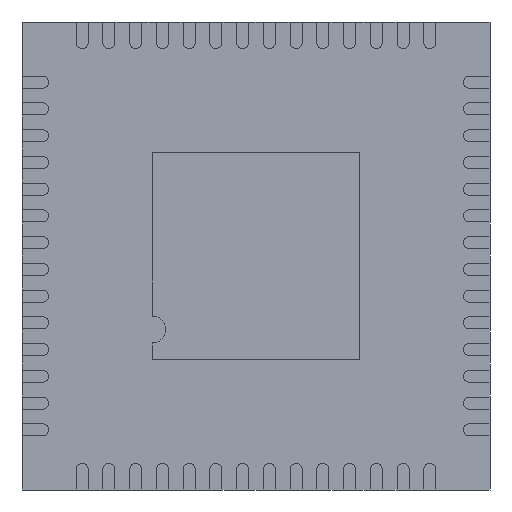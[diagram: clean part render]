
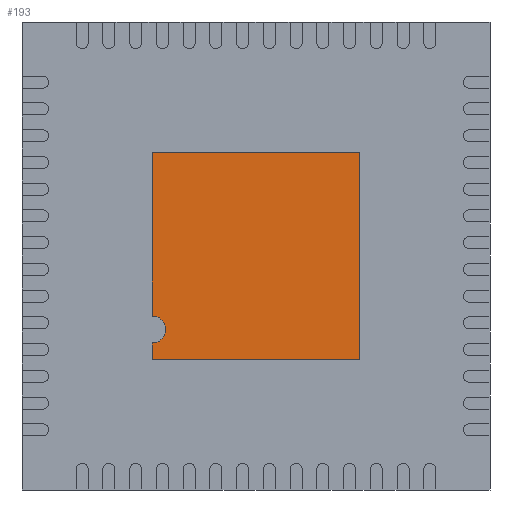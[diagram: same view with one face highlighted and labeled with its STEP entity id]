
A CAD part, front view. The second image highlights one B-rep face of the part: STEP entity #193.
In plain terms, the highlighted planar face has unit normal (0, -1, 0).
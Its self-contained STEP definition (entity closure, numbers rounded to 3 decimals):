
#193 = ADVANCED_FACE ( 'NONE', ( #23425 ), #23891, .T. ) ;
#1098 = VECTOR ( 'NONE', #23577, 1000. ) ;
#1284 = DIRECTION ( 'NONE',  ( 0., 1., 0. ) ) ;
#1821 = DIRECTION ( 'NONE',  ( 0., -1., 0. ) ) ;
#3294 = CARTESIAN_POINT ( 'NONE',  ( 1.55, 0., -1.55 ) ) ;
#3457 = VECTOR ( 'NONE', #10821, 1000. ) ;
#3523 = DIRECTION ( 'NONE',  ( 0., 0., -1. ) ) ;
#3579 = CARTESIAN_POINT ( 'NONE',  ( 1.55, 0., -1.55 ) ) ;
#3817 = ORIENTED_EDGE ( 'NONE', *, *, #11587, .T. ) ;
#4915 = CARTESIAN_POINT ( 'NONE',  ( 1.55, 0., 1.55 ) ) ;
#4985 = EDGE_LOOP ( 'NONE', ( #3817, #27328, #24069, #19998, #29374, #5297 ) ) ;
#5297 = ORIENTED_EDGE ( 'NONE', *, *, #18545, .T. ) ;
#5852 = VECTOR ( 'NONE', #8398, 1000. ) ;
#6116 = CARTESIAN_POINT ( 'NONE',  ( -1.55, 0., 1.55 ) ) ;
#6390 = CARTESIAN_POINT ( 'NONE',  ( -1.55, 0., -1.55 ) ) ;
#7930 = LINE ( 'NONE', #3294, #16657 ) ;
#8398 = DIRECTION ( 'NONE',  ( 0., 0., -1. ) ) ;
#8485 = CARTESIAN_POINT ( 'NONE',  ( -1.55, 0., -1.1 ) ) ;
#8853 = LINE ( 'NONE', #18638, #29754 ) ;
#9184 = CARTESIAN_POINT ( 'NONE',  ( -1.55, 0., -1.3 ) ) ;
#10821 = DIRECTION ( 'NONE',  ( 1., 0., 0. ) ) ;
#11133 = CARTESIAN_POINT ( 'NONE',  ( -1.55, 0., -1.1 ) ) ;
#11280 = DIRECTION ( 'NONE',  ( 0., 0., -1. ) ) ;
#11471 = LINE ( 'NONE', #23594, #3457 ) ;
#11587 = EDGE_CURVE ( 'NONE', #22202, #11783, #11603, .T. ) ;
#11603 = LINE ( 'NONE', #15925, #1098 ) ;
#11783 = VERTEX_POINT ( 'NONE', #6116 ) ;
#12022 = AXIS2_PLACEMENT_3D ( 'NONE', #8485, #1284, #3523 ) ;
#12286 = VERTEX_POINT ( 'NONE', #20270 ) ;
#14703 = VERTEX_POINT ( 'NONE', #3579 ) ;
#15206 = DIRECTION ( 'NONE',  ( 0., 0., -1. ) ) ;
#15925 = CARTESIAN_POINT ( 'NONE',  ( 1.55, 0., 1.55 ) ) ;
#16251 = LINE ( 'NONE', #25982, #5852 ) ;
#16657 = VECTOR ( 'NONE', #22658, 1000. ) ;
#17105 = VERTEX_POINT ( 'NONE', #6390 ) ;
#17850 = EDGE_CURVE ( 'NONE', #24964, #17105, #16251, .T. ) ;
#18545 = EDGE_CURVE ( 'NONE', #14703, #22202, #7930, .T. ) ;
#18638 = CARTESIAN_POINT ( 'NONE',  ( -1.55, 0., -0.9 ) ) ;
#19998 = ORIENTED_EDGE ( 'NONE', *, *, #17850, .T. ) ;
#20270 = CARTESIAN_POINT ( 'NONE',  ( -1.55, 0., -0.9 ) ) ;
#20814 = EDGE_CURVE ( 'NONE', #12286, #24964, #27815, .T. ) ;
#22202 = VERTEX_POINT ( 'NONE', #4915 ) ;
#22658 = DIRECTION ( 'NONE',  ( 0., 0., 1. ) ) ;
#23425 = FACE_OUTER_BOUND ( 'NONE', #4985, .T. ) ;
#23577 = DIRECTION ( 'NONE',  ( -1., 0., 0. ) ) ;
#23594 = CARTESIAN_POINT ( 'NONE',  ( 1.55, 0., -1.55 ) ) ;
#23891 = PLANE ( 'NONE',  #30656 ) ;
#24069 = ORIENTED_EDGE ( 'NONE', *, *, #20814, .T. ) ;
#24964 = VERTEX_POINT ( 'NONE', #9184 ) ;
#25049 = EDGE_CURVE ( 'NONE', #11783, #12286, #8853, .T. ) ;
#25982 = CARTESIAN_POINT ( 'NONE',  ( -1.55, 0., -1.55 ) ) ;
#27328 = ORIENTED_EDGE ( 'NONE', *, *, #25049, .T. ) ;
#27815 = CIRCLE ( 'NONE', #12022, 0.2 ) ;
#27890 = EDGE_CURVE ( 'NONE', #17105, #14703, #11471, .T. ) ;
#29374 = ORIENTED_EDGE ( 'NONE', *, *, #27890, .T. ) ;
#29754 = VECTOR ( 'NONE', #15206, 1000. ) ;
#30656 = AXIS2_PLACEMENT_3D ( 'NONE', #11133, #1821, #11280 ) ;
